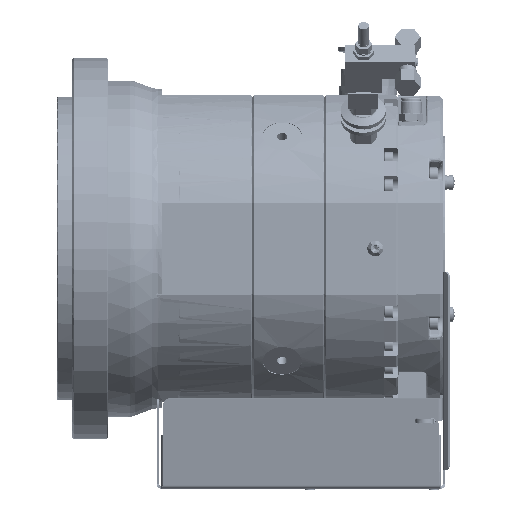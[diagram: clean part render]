
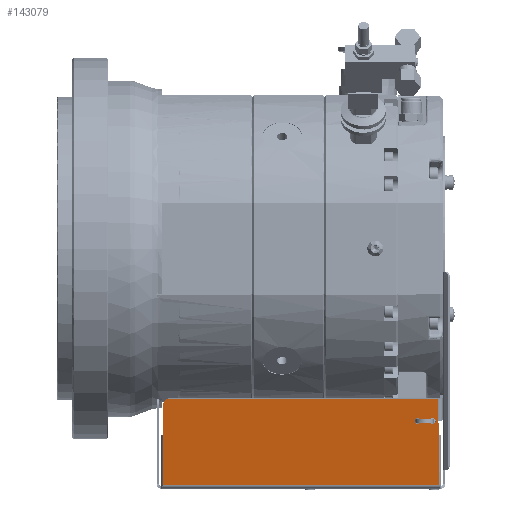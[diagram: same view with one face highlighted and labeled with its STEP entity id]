
A CAD part, left-side view. The second image highlights one B-rep face of the part: STEP entity #143079.
In plain terms, the highlighted free-form (B-spline) face has degree [1, 1] with [2, 2] control points.
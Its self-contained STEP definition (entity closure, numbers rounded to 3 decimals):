
#143004 = VERTEX_POINT('',#143005);
#143005 = CARTESIAN_POINT('',(-52.619,160.092,
    -161.113));
#143037 = VERTEX_POINT('',#143038);
#143038 = CARTESIAN_POINT('',(-52.619,-28.172,
    -161.113));
#143068 = EDGE_CURVE('',#143004,#143037,#143069,.T.);
#143069 = B_SPLINE_CURVE_WITH_KNOTS('',1,(#143070,#143071),
  .UNSPECIFIED.,.F.,.F.,(2,2),(0.,184.097),
  .PIECEWISE_BEZIER_KNOTS.);
#143070 = CARTESIAN_POINT('',(-52.619,160.092,
    -161.113));
#143071 = CARTESIAN_POINT('',(-52.619,-28.172,
    -161.113));
#143079 = ADVANCED_FACE('',(#143080,#143153,#143175),#143197,.T.);
#143080 = FACE_BOUND('',#143081,.F.);
#143081 = EDGE_LOOP('',(#143082,#143092,#143099,#143106,#143113,#143120,
    #143127,#143136,#143137,#143148));
#143082 = ORIENTED_EDGE('',*,*,#143083,.F.);
#143083 = EDGE_CURVE('',#143084,#143086,#143088,.T.);
#143084 = VERTEX_POINT('',#143085);
#143085 = CARTESIAN_POINT('',(-63.527,155.616,
    -102.264));
#143086 = VERTEX_POINT('',#143087);
#143087 = CARTESIAN_POINT('',(-62.781,159.707,
    -106.286));
#143088 = ( BOUNDED_CURVE() B_SPLINE_CURVE(2,(#143089,#143090,#143091),
.UNSPECIFIED.,.F.,.F.) B_SPLINE_CURVE_WITH_KNOTS((3,3),(0.,
1.571),.PIECEWISE_BEZIER_KNOTS.) CURVE() 
GEOMETRIC_REPRESENTATION_ITEM() RATIONAL_B_SPLINE_CURVE((1.,
0.707,1.)) REPRESENTATION_ITEM('') );
#143089 = CARTESIAN_POINT('',(-63.527,155.616,
    -102.264));
#143090 = CARTESIAN_POINT('',(-63.527,159.707,
    -102.264));
#143091 = CARTESIAN_POINT('',(-62.781,159.707,
    -106.286));
#143092 = ORIENTED_EDGE('',*,*,#143093,.F.);
#143093 = EDGE_CURVE('',#143094,#143084,#143096,.T.);
#143094 = VERTEX_POINT('',#143095);
#143095 = CARTESIAN_POINT('',(-63.527,-27.48,
    -102.264));
#143096 = B_SPLINE_CURVE_WITH_KNOTS('',1,(#143097,#143098),
  .UNSPECIFIED.,.F.,.F.,(2,2),(0.,179.043),
  .PIECEWISE_BEZIER_KNOTS.);
#143097 = CARTESIAN_POINT('',(-63.527,-27.48,
    -102.264));
#143098 = CARTESIAN_POINT('',(-63.527,155.616,
    -102.264));
#143099 = ORIENTED_EDGE('',*,*,#143100,.T.);
#143100 = EDGE_CURVE('',#143094,#143101,#143103,.T.);
#143101 = VERTEX_POINT('',#143102);
#143102 = CARTESIAN_POINT('',(-60.731,-27.48,
    -117.346));
#143103 = B_SPLINE_CURVE_WITH_KNOTS('',1,(#143104,#143105),
  .UNSPECIFIED.,.F.,.F.,(2,2),(0.,15.),.PIECEWISE_BEZIER_KNOTS.);
#143104 = CARTESIAN_POINT('',(-63.527,-27.48,
    -102.264));
#143105 = CARTESIAN_POINT('',(-60.731,-27.48,
    -117.346));
#143106 = ORIENTED_EDGE('',*,*,#143107,.T.);
#143107 = EDGE_CURVE('',#143101,#143108,#143110,.T.);
#143108 = VERTEX_POINT('',#143109);
#143109 = CARTESIAN_POINT('',(-60.452,-27.48,
    -118.855));
#143110 = B_SPLINE_CURVE_WITH_KNOTS('',1,(#143111,#143112),
  .UNSPECIFIED.,.F.,.F.,(2,2),(0.,1.5),
  .PIECEWISE_BEZIER_KNOTS.);
#143111 = CARTESIAN_POINT('',(-60.731,-27.48,
    -117.346));
#143112 = CARTESIAN_POINT('',(-60.452,-27.48,
    -118.855));
#143113 = ORIENTED_EDGE('',*,*,#143114,.F.);
#143114 = EDGE_CURVE('',#143115,#143108,#143117,.T.);
#143115 = VERTEX_POINT('',#143116);
#143116 = CARTESIAN_POINT('',(-60.452,-27.787,
    -118.855));
#143117 = B_SPLINE_CURVE_WITH_KNOTS('',1,(#143118,#143119),
  .UNSPECIFIED.,.F.,.F.,(2,2),(0.,0.3),.PIECEWISE_BEZIER_KNOTS.);
#143118 = CARTESIAN_POINT('',(-60.452,-27.787,
    -118.855));
#143119 = CARTESIAN_POINT('',(-60.452,-27.48,
    -118.855));
#143120 = ORIENTED_EDGE('',*,*,#143121,.F.);
#143121 = EDGE_CURVE('',#143122,#143115,#143124,.T.);
#143122 = VERTEX_POINT('',#143123);
#143123 = CARTESIAN_POINT('',(-52.723,-27.787,
    -160.554));
#143124 = B_SPLINE_CURVE_WITH_KNOTS('',1,(#143125,#143126),
  .UNSPECIFIED.,.F.,.F.,(2,2),(0.,41.471),
  .PIECEWISE_BEZIER_KNOTS.);
#143125 = CARTESIAN_POINT('',(-52.723,-27.787,
    -160.554));
#143126 = CARTESIAN_POINT('',(-60.452,-27.787,
    -118.855));
#143127 = ORIENTED_EDGE('',*,*,#143128,.T.);
#143128 = EDGE_CURVE('',#143122,#143037,#143129,.T.);
#143129 = B_SPLINE_CURVE_WITH_KNOTS('',3,(#143130,#143131,#143132,
    #143133,#143134,#143135),.UNSPECIFIED.,.F.,.F.,(4,1,1,4),(0.,
    0.333,0.667,1.),.UNSPECIFIED.);
#143130 = CARTESIAN_POINT('',(-52.723,-27.787,
    -160.554));
#143131 = CARTESIAN_POINT('',(-52.708,-27.788,
    -160.638));
#143132 = CARTESIAN_POINT('',(-52.679,-27.818,
    -160.791));
#143133 = CARTESIAN_POINT('',(-52.641,-27.96,
    -160.996));
#143134 = CARTESIAN_POINT('',(-52.625,-28.093,
    -161.081));
#143135 = CARTESIAN_POINT('',(-52.619,-28.172,
    -161.113));
#143136 = ORIENTED_EDGE('',*,*,#143068,.F.);
#143137 = ORIENTED_EDGE('',*,*,#143138,.T.);
#143138 = EDGE_CURVE('',#143004,#143139,#143141,.T.);
#143139 = VERTEX_POINT('',#143140);
#143140 = CARTESIAN_POINT('',(-52.723,159.707,
    -160.554));
#143141 = B_SPLINE_CURVE_WITH_KNOTS('',3,(#143142,#143143,#143144,
    #143145,#143146,#143147),.UNSPECIFIED.,.F.,.F.,(4,1,1,4),(0.,
    0.333,0.667,1.),.UNSPECIFIED.);
#143142 = CARTESIAN_POINT('',(-52.619,160.092,
    -161.113));
#143143 = CARTESIAN_POINT('',(-52.625,160.014,
    -161.081));
#143144 = CARTESIAN_POINT('',(-52.641,159.88,
    -160.996));
#143145 = CARTESIAN_POINT('',(-52.679,159.738,
    -160.791));
#143146 = CARTESIAN_POINT('',(-52.708,159.708,
    -160.638));
#143147 = CARTESIAN_POINT('',(-52.723,159.707,
    -160.554));
#143148 = ORIENTED_EDGE('',*,*,#143149,.T.);
#143149 = EDGE_CURVE('',#143139,#143086,#143150,.T.);
#143150 = B_SPLINE_CURVE_WITH_KNOTS('',1,(#143151,#143152),
  .UNSPECIFIED.,.F.,.F.,(2,2),(0.,53.971),
  .PIECEWISE_BEZIER_KNOTS.);
#143151 = CARTESIAN_POINT('',(-52.723,159.707,
    -160.554));
#143152 = CARTESIAN_POINT('',(-62.781,159.707,
    -106.286));
#143153 = FACE_BOUND('',#143154,.F.);
#143154 = EDGE_LOOP('',(#143155,#143167));
#143155 = ORIENTED_EDGE('',*,*,#143156,.F.);
#143156 = EDGE_CURVE('',#143157,#143159,#143161,.T.);
#143157 = VERTEX_POINT('',#143158);
#143158 = CARTESIAN_POINT('',(-60.358,-23.696,
    -119.357));
#143159 = VERTEX_POINT('',#143160);
#143160 = CARTESIAN_POINT('',(-61.104,-23.696,
    -115.335));
#143161 = ( BOUNDED_CURVE() B_SPLINE_CURVE(2,(#143162,#143163,#143164,
#143165,#143166),.UNSPECIFIED.,.F.,.F.) B_SPLINE_CURVE_WITH_KNOTS((3,2,3
),(0.,1.571,3.142),.PIECEWISE_BEZIER_KNOTS.) CURVE() 
GEOMETRIC_REPRESENTATION_ITEM() RATIONAL_B_SPLINE_CURVE((1.,
0.707,1.,0.707,1.)) REPRESENTATION_ITEM('') );
#143162 = CARTESIAN_POINT('',(-60.358,-23.696,
    -119.357));
#143163 = CARTESIAN_POINT('',(-60.358,-21.651,
    -119.357));
#143164 = CARTESIAN_POINT('',(-60.731,-21.651,
    -117.346));
#143165 = CARTESIAN_POINT('',(-61.104,-21.651,
    -115.335));
#143166 = CARTESIAN_POINT('',(-61.104,-23.696,
    -115.335));
#143167 = ORIENTED_EDGE('',*,*,#143168,.F.);
#143168 = EDGE_CURVE('',#143159,#143157,#143169,.T.);
#143169 = ( BOUNDED_CURVE() B_SPLINE_CURVE(2,(#143170,#143171,#143172,
#143173,#143174),.UNSPECIFIED.,.F.,.F.) B_SPLINE_CURVE_WITH_KNOTS((3,2,3
),(0.,1.571,3.142),.PIECEWISE_BEZIER_KNOTS.) CURVE() 
GEOMETRIC_REPRESENTATION_ITEM() RATIONAL_B_SPLINE_CURVE((1.,
0.707,1.,0.707,1.)) REPRESENTATION_ITEM('') );
#143170 = CARTESIAN_POINT('',(-61.104,-23.696,
    -115.335));
#143171 = CARTESIAN_POINT('',(-61.104,-25.741,
    -115.335));
#143172 = CARTESIAN_POINT('',(-60.731,-25.741,
    -117.346));
#143173 = CARTESIAN_POINT('',(-60.358,-25.741,
    -119.357));
#143174 = CARTESIAN_POINT('',(-60.358,-23.696,
    -119.357));
#143175 = FACE_BOUND('',#143176,.F.);
#143176 = EDGE_LOOP('',(#143177,#143189));
#143177 = ORIENTED_EDGE('',*,*,#143178,.F.);
#143178 = EDGE_CURVE('',#143179,#143181,#143183,.T.);
#143179 = VERTEX_POINT('',#143180);
#143180 = CARTESIAN_POINT('',(-60.358,-13.47,
    -119.357));
#143181 = VERTEX_POINT('',#143182);
#143182 = CARTESIAN_POINT('',(-61.104,-13.47,
    -115.335));
#143183 = ( BOUNDED_CURVE() B_SPLINE_CURVE(2,(#143184,#143185,#143186,
#143187,#143188),.UNSPECIFIED.,.F.,.F.) B_SPLINE_CURVE_WITH_KNOTS((3,2,3
),(0.,1.571,3.142),.PIECEWISE_BEZIER_KNOTS.) CURVE() 
GEOMETRIC_REPRESENTATION_ITEM() RATIONAL_B_SPLINE_CURVE((1.,
0.707,1.,0.707,1.)) REPRESENTATION_ITEM('') );
#143184 = CARTESIAN_POINT('',(-60.358,-13.47,
    -119.357));
#143185 = CARTESIAN_POINT('',(-60.358,-11.424,
    -119.357));
#143186 = CARTESIAN_POINT('',(-60.731,-11.424,
    -117.346));
#143187 = CARTESIAN_POINT('',(-61.104,-11.424,
    -115.335));
#143188 = CARTESIAN_POINT('',(-61.104,-13.47,
    -115.335));
#143189 = ORIENTED_EDGE('',*,*,#143190,.F.);
#143190 = EDGE_CURVE('',#143181,#143179,#143191,.T.);
#143191 = ( BOUNDED_CURVE() B_SPLINE_CURVE(2,(#143192,#143193,#143194,
#143195,#143196),.UNSPECIFIED.,.F.,.F.) B_SPLINE_CURVE_WITH_KNOTS((3,2,3
),(0.,1.571,3.142),.PIECEWISE_BEZIER_KNOTS.) CURVE() 
GEOMETRIC_REPRESENTATION_ITEM() RATIONAL_B_SPLINE_CURVE((1.,
0.707,1.,0.707,1.)) REPRESENTATION_ITEM('') );
#143192 = CARTESIAN_POINT('',(-61.104,-13.47,
    -115.335));
#143193 = CARTESIAN_POINT('',(-61.104,-15.515,
    -115.335));
#143194 = CARTESIAN_POINT('',(-60.731,-15.515,
    -117.346));
#143195 = CARTESIAN_POINT('',(-60.358,-15.515,
    -119.357));
#143196 = CARTESIAN_POINT('',(-60.358,-13.47,
    -119.357));
#143197 = B_SPLINE_SURFACE_WITH_KNOTS('',1,1,(
    (#143198,#143199)
    ,(#143200,#143201
    )),.UNSPECIFIED.,.F.,.F.,.F.,(2,2),(2,2),(2.495,
    61.022),(3.952,188.048),
  .PIECEWISE_BEZIER_KNOTS.);
#143198 = CARTESIAN_POINT('',(-52.619,-28.172,
    -161.113));
#143199 = CARTESIAN_POINT('',(-52.619,160.092,
    -161.113));
#143200 = CARTESIAN_POINT('',(-63.527,-28.172,
    -102.264));
#143201 = CARTESIAN_POINT('',(-63.527,160.092,
    -102.264));
